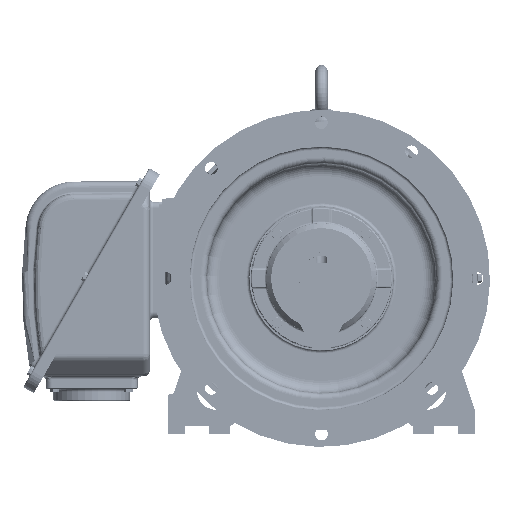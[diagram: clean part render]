
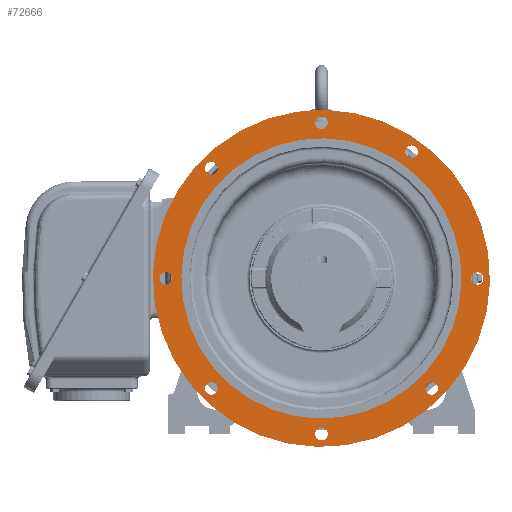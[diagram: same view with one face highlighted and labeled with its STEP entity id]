
A CAD part, left-side view. The second image highlights one B-rep face of the part: STEP entity #72666.
In plain terms, the highlighted planar face has unit normal (-1, 0, 0).
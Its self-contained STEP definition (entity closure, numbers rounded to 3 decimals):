
#72315=CARTESIAN_POINT('Axis2P3D Location',(-109.775,0.,210.)) ;
#72466=CARTESIAN_POINT('Vertex',(-109.775,-109.597,-200.615)) ;
#72469=CARTESIAN_POINT('Axis2P3D Location',(-109.775,0.,0.)) ;
#72473=CARTESIAN_POINT('Vertex',(-109.775,109.597,200.615)) ;
#72488=CARTESIAN_POINT('Axis2P3D Location',(-109.775,0.,0.)) ;
#72500=CARTESIAN_POINT('Axis2P3D Location',(-109.775,0.,0.)) ;
#72504=CARTESIAN_POINT('Vertex',(-109.775,-131.842,-241.335)) ;
#72506=CARTESIAN_POINT('Vertex',(-109.775,131.842,241.335)) ;
#72509=CARTESIAN_POINT('Axis2P3D Location',(-109.775,0.,0.)) ;
#72518=CARTESIAN_POINT('Axis2P3D Location',(-109.775,-147.027,206.631)) ;
#72522=CARTESIAN_POINT('Vertex',(-109.775,-156.022,201.717)) ;
#72524=CARTESIAN_POINT('Vertex',(-109.775,-138.031,211.546)) ;
#72527=CARTESIAN_POINT('Axis2P3D Location',(-109.775,-147.027,206.631)) ;
#72540=CARTESIAN_POINT('Axis2P3D Location',(-109.775,0.,254.)) ;
#72544=CARTESIAN_POINT('Vertex',(-109.775,8.995,258.914)) ;
#72546=CARTESIAN_POINT('Vertex',(-109.775,-8.995,249.086)) ;
#72549=CARTESIAN_POINT('Axis2P3D Location',(-109.775,0.,254.)) ;
#72558=CARTESIAN_POINT('Axis2P3D Location',(-109.775,0.,-254.)) ;
#72562=CARTESIAN_POINT('Vertex',(-109.775,8.995,-249.086)) ;
#72564=CARTESIAN_POINT('Vertex',(-109.775,-8.995,-258.914)) ;
#72567=CARTESIAN_POINT('Axis2P3D Location',(-109.775,0.,-254.)) ;
#72576=CARTESIAN_POINT('Axis2P3D Location',(-109.775,254.,0.)) ;
#72580=CARTESIAN_POINT('Vertex',(-109.775,262.995,4.914)) ;
#72582=CARTESIAN_POINT('Vertex',(-109.775,245.005,-4.914)) ;
#72585=CARTESIAN_POINT('Axis2P3D Location',(-109.775,254.,0.)) ;
#72594=CARTESIAN_POINT('Axis2P3D Location',(-109.775,-254.,0.)) ;
#72598=CARTESIAN_POINT('Vertex',(-109.775,-245.005,4.914)) ;
#72600=CARTESIAN_POINT('Vertex',(-109.775,-262.995,-4.914)) ;
#72603=CARTESIAN_POINT('Axis2P3D Location',(-109.775,-254.,0.)) ;
#72612=CARTESIAN_POINT('Axis2P3D Location',(-109.775,179.605,179.605)) ;
#72616=CARTESIAN_POINT('Vertex',(-109.775,188.6,184.519)) ;
#72618=CARTESIAN_POINT('Vertex',(-109.775,170.61,174.691)) ;
#72621=CARTESIAN_POINT('Axis2P3D Location',(-109.775,179.605,179.605)) ;
#72630=CARTESIAN_POINT('Axis2P3D Location',(-109.775,-179.605,-179.605)) ;
#72634=CARTESIAN_POINT('Vertex',(-109.775,-170.61,-174.691)) ;
#72636=CARTESIAN_POINT('Vertex',(-109.775,-188.6,-184.519)) ;
#72639=CARTESIAN_POINT('Axis2P3D Location',(-109.775,-179.605,-179.605)) ;
#72648=CARTESIAN_POINT('Axis2P3D Location',(-109.775,179.605,-179.605)) ;
#72652=CARTESIAN_POINT('Vertex',(-109.775,188.6,-174.691)) ;
#72654=CARTESIAN_POINT('Vertex',(-109.775,170.61,-184.519)) ;
#72657=CARTESIAN_POINT('Axis2P3D Location',(-109.775,179.605,-179.605)) ;
#72316=DIRECTION('Axis2P3D Direction',(-1.,0.,0.)) ;
#72317=DIRECTION('Axis2P3D XDirection',(0.,1.,0.)) ;
#72470=DIRECTION('Axis2P3D Direction',(-1.,0.,0.)) ;
#72489=DIRECTION('Axis2P3D Direction',(-1.,0.,0.)) ;
#72501=DIRECTION('Axis2P3D Direction',(-1.,0.,0.)) ;
#72510=DIRECTION('Axis2P3D Direction',(-1.,0.,0.)) ;
#72519=DIRECTION('Axis2P3D Direction',(-1.,0.,0.)) ;
#72528=DIRECTION('Axis2P3D Direction',(-1.,0.,0.)) ;
#72541=DIRECTION('Axis2P3D Direction',(-1.,0.,0.)) ;
#72550=DIRECTION('Axis2P3D Direction',(-1.,0.,0.)) ;
#72559=DIRECTION('Axis2P3D Direction',(-1.,0.,0.)) ;
#72568=DIRECTION('Axis2P3D Direction',(-1.,0.,0.)) ;
#72577=DIRECTION('Axis2P3D Direction',(-1.,0.,0.)) ;
#72586=DIRECTION('Axis2P3D Direction',(-1.,0.,0.)) ;
#72595=DIRECTION('Axis2P3D Direction',(-1.,0.,0.)) ;
#72604=DIRECTION('Axis2P3D Direction',(-1.,0.,0.)) ;
#72613=DIRECTION('Axis2P3D Direction',(-1.,0.,0.)) ;
#72622=DIRECTION('Axis2P3D Direction',(-1.,0.,0.)) ;
#72631=DIRECTION('Axis2P3D Direction',(-1.,0.,0.)) ;
#72640=DIRECTION('Axis2P3D Direction',(-1.,0.,0.)) ;
#72649=DIRECTION('Axis2P3D Direction',(-1.,0.,0.)) ;
#72658=DIRECTION('Axis2P3D Direction',(-1.,0.,0.)) ;
#72318=AXIS2_PLACEMENT_3D('Plane Axis2P3D',#72315,#72316,#72317) ;
#72471=AXIS2_PLACEMENT_3D('Circle Axis2P3D',#72469,#72470,$) ;
#72490=AXIS2_PLACEMENT_3D('Circle Axis2P3D',#72488,#72489,$) ;
#72502=AXIS2_PLACEMENT_3D('Circle Axis2P3D',#72500,#72501,$) ;
#72511=AXIS2_PLACEMENT_3D('Circle Axis2P3D',#72509,#72510,$) ;
#72520=AXIS2_PLACEMENT_3D('Circle Axis2P3D',#72518,#72519,$) ;
#72529=AXIS2_PLACEMENT_3D('Circle Axis2P3D',#72527,#72528,$) ;
#72542=AXIS2_PLACEMENT_3D('Circle Axis2P3D',#72540,#72541,$) ;
#72551=AXIS2_PLACEMENT_3D('Circle Axis2P3D',#72549,#72550,$) ;
#72560=AXIS2_PLACEMENT_3D('Circle Axis2P3D',#72558,#72559,$) ;
#72569=AXIS2_PLACEMENT_3D('Circle Axis2P3D',#72567,#72568,$) ;
#72578=AXIS2_PLACEMENT_3D('Circle Axis2P3D',#72576,#72577,$) ;
#72587=AXIS2_PLACEMENT_3D('Circle Axis2P3D',#72585,#72586,$) ;
#72596=AXIS2_PLACEMENT_3D('Circle Axis2P3D',#72594,#72595,$) ;
#72605=AXIS2_PLACEMENT_3D('Circle Axis2P3D',#72603,#72604,$) ;
#72614=AXIS2_PLACEMENT_3D('Circle Axis2P3D',#72612,#72613,$) ;
#72623=AXIS2_PLACEMENT_3D('Circle Axis2P3D',#72621,#72622,$) ;
#72632=AXIS2_PLACEMENT_3D('Circle Axis2P3D',#72630,#72631,$) ;
#72641=AXIS2_PLACEMENT_3D('Circle Axis2P3D',#72639,#72640,$) ;
#72650=AXIS2_PLACEMENT_3D('Circle Axis2P3D',#72648,#72649,$) ;
#72659=AXIS2_PLACEMENT_3D('Circle Axis2P3D',#72657,#72658,$) ;
#72515=ORIENTED_EDGE('',*,*,#72508,.T.) ;
#72516=ORIENTED_EDGE('',*,*,#72513,.T.) ;
#72533=ORIENTED_EDGE('',*,*,#72526,.F.) ;
#72534=ORIENTED_EDGE('',*,*,#72531,.F.) ;
#72537=ORIENTED_EDGE('',*,*,#72492,.F.) ;
#72538=ORIENTED_EDGE('',*,*,#72475,.F.) ;
#72555=ORIENTED_EDGE('',*,*,#72548,.F.) ;
#72556=ORIENTED_EDGE('',*,*,#72553,.F.) ;
#72573=ORIENTED_EDGE('',*,*,#72566,.F.) ;
#72574=ORIENTED_EDGE('',*,*,#72571,.F.) ;
#72591=ORIENTED_EDGE('',*,*,#72584,.F.) ;
#72592=ORIENTED_EDGE('',*,*,#72589,.F.) ;
#72609=ORIENTED_EDGE('',*,*,#72602,.F.) ;
#72610=ORIENTED_EDGE('',*,*,#72607,.F.) ;
#72627=ORIENTED_EDGE('',*,*,#72620,.F.) ;
#72628=ORIENTED_EDGE('',*,*,#72625,.F.) ;
#72645=ORIENTED_EDGE('',*,*,#72638,.F.) ;
#72646=ORIENTED_EDGE('',*,*,#72643,.F.) ;
#72663=ORIENTED_EDGE('',*,*,#72656,.F.) ;
#72664=ORIENTED_EDGE('',*,*,#72661,.F.) ;
#72535=FACE_BOUND('',#72532,.T.) ;
#72539=FACE_BOUND('',#72536,.T.) ;
#72557=FACE_BOUND('',#72554,.T.) ;
#72575=FACE_BOUND('',#72572,.T.) ;
#72593=FACE_BOUND('',#72590,.T.) ;
#72611=FACE_BOUND('',#72608,.T.) ;
#72629=FACE_BOUND('',#72626,.T.) ;
#72647=FACE_BOUND('',#72644,.T.) ;
#72665=FACE_BOUND('',#72662,.T.) ;
#72666=ADVANCED_FACE('31103B949.1',(#72517,#72535,#72539,#72557,#72575,#72593,#72611,#72629,#72647,#72665),#72319,.T.) ;
#72472=CIRCLE('generated circle',#72471,228.6) ;
#72491=CIRCLE('generated circle',#72490,228.6) ;
#72503=CIRCLE('generated circle',#72502,275.) ;
#72512=CIRCLE('generated circle',#72511,275.) ;
#72521=CIRCLE('generated circle',#72520,10.25) ;
#72530=CIRCLE('generated circle',#72529,10.25) ;
#72543=CIRCLE('generated circle',#72542,10.25) ;
#72552=CIRCLE('generated circle',#72551,10.25) ;
#72561=CIRCLE('generated circle',#72560,10.25) ;
#72570=CIRCLE('generated circle',#72569,10.25) ;
#72579=CIRCLE('generated circle',#72578,10.25) ;
#72588=CIRCLE('generated circle',#72587,10.25) ;
#72597=CIRCLE('generated circle',#72596,10.25) ;
#72606=CIRCLE('generated circle',#72605,10.25) ;
#72615=CIRCLE('generated circle',#72614,10.25) ;
#72624=CIRCLE('generated circle',#72623,10.25) ;
#72633=CIRCLE('generated circle',#72632,10.25) ;
#72642=CIRCLE('generated circle',#72641,10.25) ;
#72651=CIRCLE('generated circle',#72650,10.25) ;
#72660=CIRCLE('generated circle',#72659,10.25) ;
#72475=EDGE_CURVE('',#72467,#72474,#72472,.T.) ;
#72492=EDGE_CURVE('',#72474,#72467,#72491,.T.) ;
#72508=EDGE_CURVE('',#72505,#72507,#72503,.T.) ;
#72513=EDGE_CURVE('',#72507,#72505,#72512,.T.) ;
#72526=EDGE_CURVE('',#72523,#72525,#72521,.T.) ;
#72531=EDGE_CURVE('',#72525,#72523,#72530,.T.) ;
#72548=EDGE_CURVE('',#72545,#72547,#72543,.T.) ;
#72553=EDGE_CURVE('',#72547,#72545,#72552,.T.) ;
#72566=EDGE_CURVE('',#72563,#72565,#72561,.T.) ;
#72571=EDGE_CURVE('',#72565,#72563,#72570,.T.) ;
#72584=EDGE_CURVE('',#72581,#72583,#72579,.T.) ;
#72589=EDGE_CURVE('',#72583,#72581,#72588,.T.) ;
#72602=EDGE_CURVE('',#72599,#72601,#72597,.T.) ;
#72607=EDGE_CURVE('',#72601,#72599,#72606,.T.) ;
#72620=EDGE_CURVE('',#72617,#72619,#72615,.T.) ;
#72625=EDGE_CURVE('',#72619,#72617,#72624,.T.) ;
#72638=EDGE_CURVE('',#72635,#72637,#72633,.T.) ;
#72643=EDGE_CURVE('',#72637,#72635,#72642,.T.) ;
#72656=EDGE_CURVE('',#72653,#72655,#72651,.T.) ;
#72661=EDGE_CURVE('',#72655,#72653,#72660,.T.) ;
#72514=EDGE_LOOP('',(#72515,#72516)) ;
#72532=EDGE_LOOP('',(#72533,#72534)) ;
#72536=EDGE_LOOP('',(#72537,#72538)) ;
#72554=EDGE_LOOP('',(#72555,#72556)) ;
#72572=EDGE_LOOP('',(#72573,#72574)) ;
#72590=EDGE_LOOP('',(#72591,#72592)) ;
#72608=EDGE_LOOP('',(#72609,#72610)) ;
#72626=EDGE_LOOP('',(#72627,#72628)) ;
#72644=EDGE_LOOP('',(#72645,#72646)) ;
#72662=EDGE_LOOP('',(#72663,#72664)) ;
#72517=FACE_OUTER_BOUND('',#72514,.T.) ;
#72319=PLANE('Plane',#72318) ;
#72467=VERTEX_POINT('',#72466) ;
#72474=VERTEX_POINT('',#72473) ;
#72505=VERTEX_POINT('',#72504) ;
#72507=VERTEX_POINT('',#72506) ;
#72523=VERTEX_POINT('',#72522) ;
#72525=VERTEX_POINT('',#72524) ;
#72545=VERTEX_POINT('',#72544) ;
#72547=VERTEX_POINT('',#72546) ;
#72563=VERTEX_POINT('',#72562) ;
#72565=VERTEX_POINT('',#72564) ;
#72581=VERTEX_POINT('',#72580) ;
#72583=VERTEX_POINT('',#72582) ;
#72599=VERTEX_POINT('',#72598) ;
#72601=VERTEX_POINT('',#72600) ;
#72617=VERTEX_POINT('',#72616) ;
#72619=VERTEX_POINT('',#72618) ;
#72635=VERTEX_POINT('',#72634) ;
#72637=VERTEX_POINT('',#72636) ;
#72653=VERTEX_POINT('',#72652) ;
#72655=VERTEX_POINT('',#72654) ;
